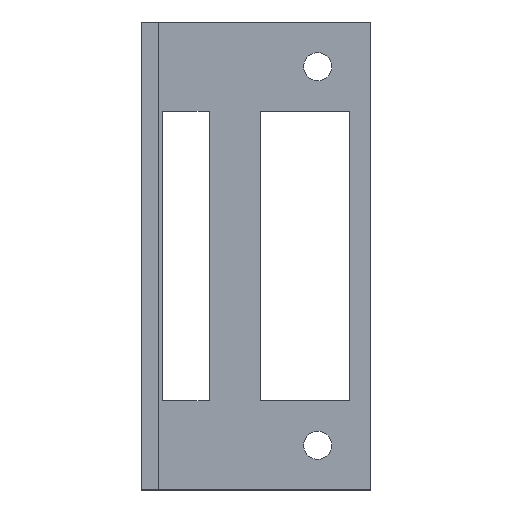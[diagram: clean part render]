
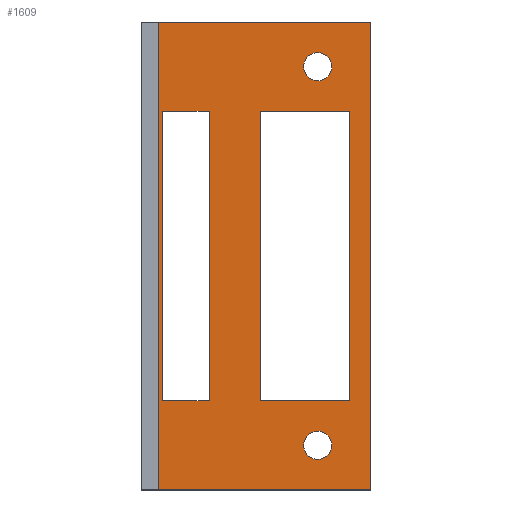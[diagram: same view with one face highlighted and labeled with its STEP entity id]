
A CAD part, top view. The second image highlights one B-rep face of the part: STEP entity #1609.
In plain terms, the highlighted planar face has unit normal (0, 0, 1).
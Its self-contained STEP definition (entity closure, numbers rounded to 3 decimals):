
#1462=CARTESIAN_POINT('',(654.,0.,1081.14));
#1463=DIRECTION('',(0.,0.,-1.));
#1464=DIRECTION('',(-1.,0.,-0.));
#1465=AXIS2_PLACEMENT_3D('',#1462,#1463,#1464);
#1466=PLANE('',#1465);
#1467=CARTESIAN_POINT('',(349.,-34.,1081.14));
#1468=VERTEX_POINT('',#1467);
#1469=CARTESIAN_POINT('',(349.,34.,1081.14));
#1470=VERTEX_POINT('',#1469);
#1471=CARTESIAN_POINT('',(349.,-34.,1081.14));
#1472=DIRECTION('',(0.,1.,0.));
#1473=VECTOR('',#1472,68.);
#1474=LINE('',#1471,#1473);
#1475=EDGE_CURVE('',#1468,#1470,#1474,.T.);
#1476=ORIENTED_EDGE('',*,*,#1475,.F.);
#1477=CARTESIAN_POINT('',(328.,-34.,1081.14));
#1478=VERTEX_POINT('',#1477);
#1479=CARTESIAN_POINT('',(328.,-34.,1081.14));
#1480=DIRECTION('',(1.,0.,0.));
#1481=VECTOR('',#1480,21.);
#1482=LINE('',#1479,#1481);
#1483=EDGE_CURVE('',#1478,#1468,#1482,.T.);
#1484=ORIENTED_EDGE('',*,*,#1483,.F.);
#1485=CARTESIAN_POINT('',(328.,34.,1081.14));
#1486=VERTEX_POINT('',#1485);
#1487=CARTESIAN_POINT('',(328.,34.,1081.14));
#1488=DIRECTION('',(0.,-1.,0.));
#1489=VECTOR('',#1488,68.);
#1490=LINE('',#1487,#1489);
#1491=EDGE_CURVE('',#1486,#1478,#1490,.T.);
#1492=ORIENTED_EDGE('',*,*,#1491,.F.);
#1493=CARTESIAN_POINT('',(349.,34.,1081.14));
#1494=DIRECTION('',(-1.,0.,-0.));
#1495=VECTOR('',#1494,21.);
#1496=LINE('',#1493,#1495);
#1497=EDGE_CURVE('',#1470,#1486,#1496,.T.);
#1498=ORIENTED_EDGE('',*,*,#1497,.F.);
#1499=EDGE_LOOP('',(#1476,#1484,#1492,#1498));
#1500=FACE_BOUND('',#1499,.T.);
#1501=CARTESIAN_POINT('',(338.2,44.5,1081.14));
#1502=VERTEX_POINT('',#1501);
#1503=CARTESIAN_POINT('',(344.8,44.5,1081.14));
#1504=VERTEX_POINT('',#1503);
#1505=CARTESIAN_POINT('',(341.5,44.5,1081.14));
#1506=DIRECTION('',(0.,0.,-1.));
#1507=DIRECTION('',(-1.,0.,-0.));
#1508=AXIS2_PLACEMENT_3D('',#1505,#1506,#1507);
#1509=CIRCLE('',#1508,3.3);
#1510=EDGE_CURVE('',#1502,#1504,#1509,.T.);
#1511=ORIENTED_EDGE('',*,*,#1510,.T.);
#1512=CARTESIAN_POINT('',(341.5,44.5,1081.14));
#1513=DIRECTION('',(0.,0.,-1.));
#1514=DIRECTION('',(-1.,0.,-0.));
#1515=AXIS2_PLACEMENT_3D('',#1512,#1513,#1514);
#1516=CIRCLE('',#1515,3.3);
#1517=EDGE_CURVE('',#1504,#1502,#1516,.T.);
#1518=ORIENTED_EDGE('',*,*,#1517,.T.);
#1519=EDGE_LOOP('',(#1511,#1518));
#1520=FACE_BOUND('',#1519,.T.);
#1521=CARTESIAN_POINT('',(338.2,-44.5,1081.14));
#1522=VERTEX_POINT('',#1521);
#1523=CARTESIAN_POINT('',(344.8,-44.5,1081.14));
#1524=VERTEX_POINT('',#1523);
#1525=CARTESIAN_POINT('',(341.5,-44.5,1081.14));
#1526=DIRECTION('',(0.,0.,-1.));
#1527=DIRECTION('',(-1.,0.,-0.));
#1528=AXIS2_PLACEMENT_3D('',#1525,#1526,#1527);
#1529=CIRCLE('',#1528,3.3);
#1530=EDGE_CURVE('',#1522,#1524,#1529,.T.);
#1531=ORIENTED_EDGE('',*,*,#1530,.T.);
#1532=CARTESIAN_POINT('',(341.5,-44.5,1081.14));
#1533=DIRECTION('',(0.,0.,-1.));
#1534=DIRECTION('',(-1.,0.,-0.));
#1535=AXIS2_PLACEMENT_3D('',#1532,#1533,#1534);
#1536=CIRCLE('',#1535,3.3);
#1537=EDGE_CURVE('',#1524,#1522,#1536,.T.);
#1538=ORIENTED_EDGE('',*,*,#1537,.T.);
#1539=EDGE_LOOP('',(#1531,#1538));
#1540=FACE_BOUND('',#1539,.T.);
#1541=CARTESIAN_POINT('',(354.,-55.,1081.14));
#1542=VERTEX_POINT('',#1541);
#1543=CARTESIAN_POINT('',(304.,-55.,1081.14));
#1544=VERTEX_POINT('',#1543);
#1545=CARTESIAN_POINT('',(354.,-55.,1081.14));
#1546=DIRECTION('',(-1.,0.,-0.));
#1547=VECTOR('',#1546,50.);
#1548=LINE('',#1545,#1547);
#1549=EDGE_CURVE('',#1542,#1544,#1548,.T.);
#1550=ORIENTED_EDGE('',*,*,#1549,.F.);
#1551=CARTESIAN_POINT('',(354.,55.,1081.14));
#1552=VERTEX_POINT('',#1551);
#1553=CARTESIAN_POINT('',(354.,55.,1081.14));
#1554=DIRECTION('',(0.,-1.,0.));
#1555=VECTOR('',#1554,110.);
#1556=LINE('',#1553,#1555);
#1557=EDGE_CURVE('',#1552,#1542,#1556,.T.);
#1558=ORIENTED_EDGE('',*,*,#1557,.F.);
#1559=CARTESIAN_POINT('',(304.,55.,1081.14));
#1560=VERTEX_POINT('',#1559);
#1561=CARTESIAN_POINT('',(354.,55.,1081.14));
#1562=DIRECTION('',(-1.,0.,-0.));
#1563=VECTOR('',#1562,50.);
#1564=LINE('',#1561,#1563);
#1565=EDGE_CURVE('',#1552,#1560,#1564,.T.);
#1566=ORIENTED_EDGE('',*,*,#1565,.T.);
#1567=CARTESIAN_POINT('',(304.,-55.,1081.14));
#1568=DIRECTION('',(0.,1.,0.));
#1569=VECTOR('',#1568,110.);
#1570=LINE('',#1567,#1569);
#1571=EDGE_CURVE('',#1544,#1560,#1570,.T.);
#1572=ORIENTED_EDGE('',*,*,#1571,.F.);
#1573=EDGE_LOOP('',(#1550,#1558,#1566,#1572));
#1574=FACE_BOUND('',#1573,.T.);
#1575=CARTESIAN_POINT('',(305.,-34.,1081.14));
#1576=VERTEX_POINT('',#1575);
#1577=CARTESIAN_POINT('',(316.,-34.,1081.14));
#1578=VERTEX_POINT('',#1577);
#1579=CARTESIAN_POINT('',(305.,-34.,1081.14));
#1580=DIRECTION('',(1.,0.,0.));
#1581=VECTOR('',#1580,11.);
#1582=LINE('',#1579,#1581);
#1583=EDGE_CURVE('',#1576,#1578,#1582,.T.);
#1584=ORIENTED_EDGE('',*,*,#1583,.F.);
#1585=CARTESIAN_POINT('',(305.,34.,1081.14));
#1586=VERTEX_POINT('',#1585);
#1587=CARTESIAN_POINT('',(305.,34.,1081.14));
#1588=DIRECTION('',(0.,-1.,0.));
#1589=VECTOR('',#1588,68.);
#1590=LINE('',#1587,#1589);
#1591=EDGE_CURVE('',#1586,#1576,#1590,.T.);
#1592=ORIENTED_EDGE('',*,*,#1591,.F.);
#1593=CARTESIAN_POINT('',(316.,34.,1081.14));
#1594=VERTEX_POINT('',#1593);
#1595=CARTESIAN_POINT('',(316.,34.,1081.14));
#1596=DIRECTION('',(-1.,0.,-0.));
#1597=VECTOR('',#1596,11.);
#1598=LINE('',#1595,#1597);
#1599=EDGE_CURVE('',#1594,#1586,#1598,.T.);
#1600=ORIENTED_EDGE('',*,*,#1599,.F.);
#1601=CARTESIAN_POINT('',(316.,-34.,1081.14));
#1602=DIRECTION('',(0.,1.,0.));
#1603=VECTOR('',#1602,68.);
#1604=LINE('',#1601,#1603);
#1605=EDGE_CURVE('',#1578,#1594,#1604,.T.);
#1606=ORIENTED_EDGE('',*,*,#1605,.F.);
#1607=EDGE_LOOP('',(#1584,#1592,#1600,#1606));
#1608=FACE_BOUND('',#1607,.T.);
#1609=ADVANCED_FACE('',(#1500,#1520,#1540,#1574,#1608),#1466,.F.);
